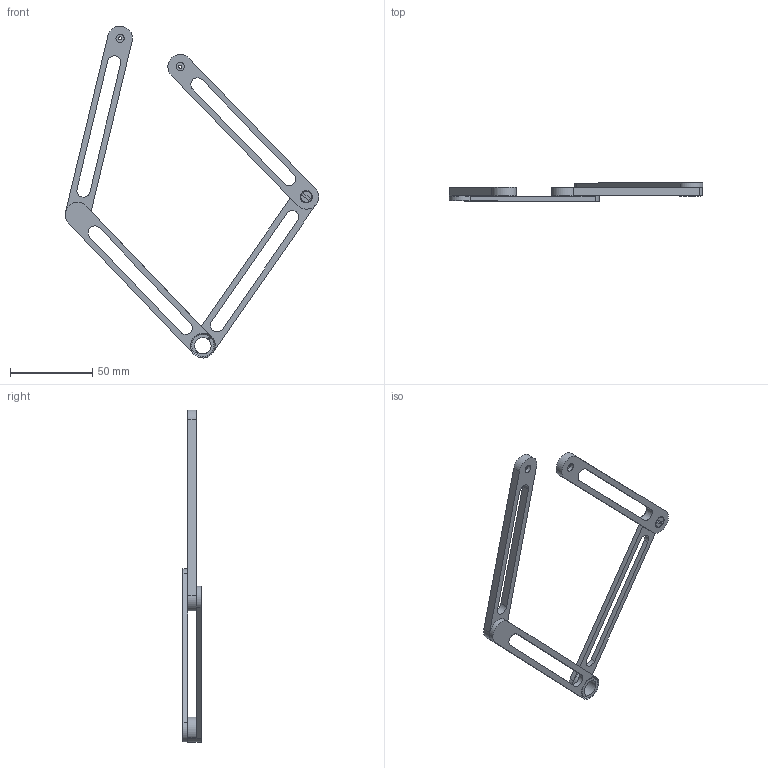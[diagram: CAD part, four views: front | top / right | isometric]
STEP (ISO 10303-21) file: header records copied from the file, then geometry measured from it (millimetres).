
FILE_DESCRIPTION(/* description */ (''),/* implementation_level */ '2;1');
FILE_NAME(/* name */ 'linkage.step',/* time_stamp */ '2025-07-12T18:14:41-07:00',/* author */ (''),/* organization */ (''),/* preprocessor_version */ 'ST-DEVELOPER v20.1',/* originating_system */ 'Autodesk Translation Framework v14.10.0.0',/* authorisation */ '');
FILE_SCHEMA (('AUTOMOTIVE_DESIGN { 1 0 10303 214 3 1 1 }'));
Length unit declared in the file: millimetre
Products named in the file (5): linkage; Component1; Component2; Component3; Component4
Assembly tree (4 placements, depth 2):
  linkage
    Component1
    Component2
    Component3
    Component4
Bounding box: 153.75 x 11 x 201.46 mm (x, y, z)
Volume: 17867.5 mm3; surface area: 17554 mm2
Topology: 4 solids, 4 shells, 86 faces, 214 edges, 141 vertices
Faces by surface type: plane 43, cylinder 30, cone 13
Full cylindrical faces by diameter (mm): 2 x2, 5 x2, 5.4 x2, 10 x1, 11.5 x1, 12 x1
Entity records: 2749 total; most frequent: CARTESIAN_POINT 490, DIRECTION 466, ORIENTED_EDGE 428, EDGE_CURVE 214, AXIS2_PLACEMENT_3D 177, VERTEX_POINT 141, LINE 112, VECTOR 112
